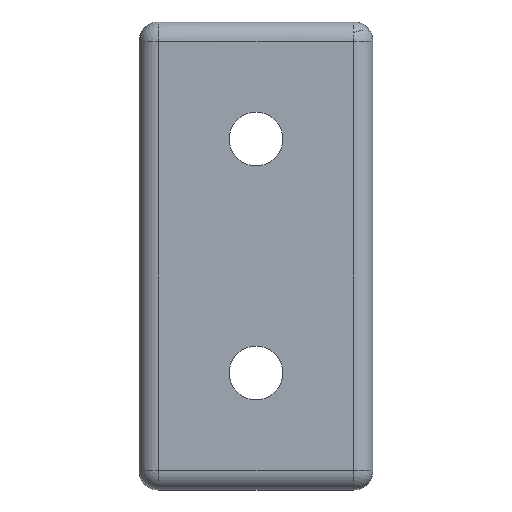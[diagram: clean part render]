
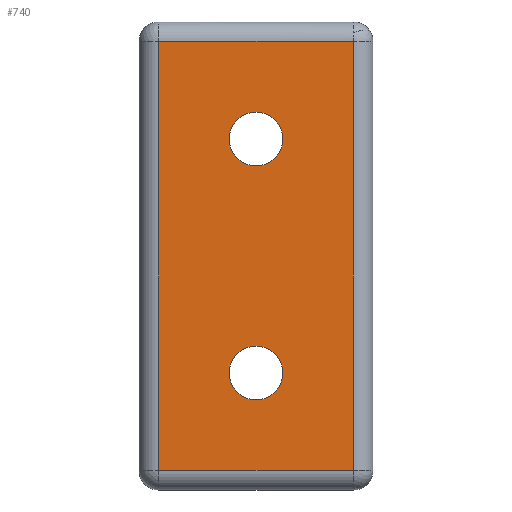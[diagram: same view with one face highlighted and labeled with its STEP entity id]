
A CAD part, top view. The second image highlights one B-rep face of the part: STEP entity #740.
In plain terms, the highlighted planar face has unit normal (0, 0, 1).
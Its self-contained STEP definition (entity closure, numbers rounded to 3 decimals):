
#130=CARTESIAN_POINT('',(-0.922,0.75,0.188));
#131=VERTEX_POINT('',#130);
#140=CARTESIAN_POINT('',(-0.578,0.75,0.188));
#141=VERTEX_POINT('',#140);
#142=CARTESIAN_POINT('',(-0.75,0.75,0.188));
#143=DIRECTION('',(0.0,0.0,-1.0));
#144=DIRECTION('',(-1.0,0.0,0.0));
#145=AXIS2_PLACEMENT_3D('',#142,#143,#144);
#146=CIRCLE('',#145,0.172);
#147=EDGE_CURVE('',#141,#131,#146,.T.);
#172=CARTESIAN_POINT('',(-0.922,-0.75,0.188));
#173=VERTEX_POINT('',#172);
#182=CARTESIAN_POINT('',(-0.578,-0.75,0.188));
#183=VERTEX_POINT('',#182);
#184=CARTESIAN_POINT('',(-0.75,-0.75,0.188));
#185=DIRECTION('',(0.0,0.0,-1.0));
#186=DIRECTION('',(-1.0,0.0,0.0));
#187=AXIS2_PLACEMENT_3D('',#184,#185,#186);
#188=CIRCLE('',#187,0.172);
#189=EDGE_CURVE('',#183,#173,#188,.T.);
#373=CARTESIAN_POINT('',(-0.125,1.375,0.188));
#374=VERTEX_POINT('',#373);
#418=CARTESIAN_POINT('',(-1.375,1.375,0.188));
#419=VERTEX_POINT('',#418);
#444=CARTESIAN_POINT('',(-0.125,-1.375,0.188));
#445=VERTEX_POINT('',#444);
#477=CARTESIAN_POINT('',(-1.375,-1.375,0.188));
#478=VERTEX_POINT('',#477);
#542=CARTESIAN_POINT('',(-0.125,-1.375,0.188));
#543=DIRECTION('',(-1.0,0.0,0.0));
#544=VECTOR('',#543,1.25);
#545=LINE('',#542,#544);
#546=EDGE_CURVE('',#445,#478,#545,.T.);
#564=CARTESIAN_POINT('',(-1.375,-1.375,0.188));
#565=DIRECTION('',(0.0,1.0,0.0));
#566=VECTOR('',#565,2.75);
#567=LINE('',#564,#566);
#568=EDGE_CURVE('',#478,#419,#567,.T.);
#608=CARTESIAN_POINT('',(-0.125,1.375,0.188));
#609=DIRECTION('',(0.0,-1.0,0.0));
#610=VECTOR('',#609,2.75);
#611=LINE('',#608,#610);
#612=EDGE_CURVE('',#374,#445,#611,.T.);
#653=CARTESIAN_POINT('',(-1.375,1.375,0.188));
#654=DIRECTION('',(1.0,0.0,0.0));
#655=VECTOR('',#654,1.25);
#656=LINE('',#653,#655);
#657=EDGE_CURVE('',#419,#374,#656,.T.);
#709=CARTESIAN_POINT('',(-1.5,1.5,0.188));
#710=DIRECTION('',(0.0,0.0,1.0));
#711=DIRECTION('',(0.0,1.0,0.0));
#712=AXIS2_PLACEMENT_3D('',#709,#710,#711);
#713=PLANE('',#712);
#714=ORIENTED_EDGE('',*,*,#546,.F.);
#715=ORIENTED_EDGE('',*,*,#612,.F.);
#716=ORIENTED_EDGE('',*,*,#657,.F.);
#717=ORIENTED_EDGE('',*,*,#568,.F.);
#718=EDGE_LOOP('',(#714,#715,#716,#717));
#719=FACE_OUTER_BOUND('',#718,.T.);
#720=CARTESIAN_POINT('',(-0.75,0.75,0.188));
#721=DIRECTION('',(0.0,0.0,-1.0));
#722=DIRECTION('',(-1.0,0.0,0.0));
#723=AXIS2_PLACEMENT_3D('',#720,#721,#722);
#724=CIRCLE('',#723,0.172);
#725=EDGE_CURVE('',#131,#141,#724,.T.);
#726=ORIENTED_EDGE('',*,*,#725,.T.);
#727=ORIENTED_EDGE('',*,*,#147,.T.);
#728=EDGE_LOOP('',(#726,#727));
#729=FACE_BOUND('',#728,.T.);
#730=CARTESIAN_POINT('',(-0.75,-0.75,0.188));
#731=DIRECTION('',(0.0,0.0,-1.0));
#732=DIRECTION('',(-1.0,0.0,0.0));
#733=AXIS2_PLACEMENT_3D('',#730,#731,#732);
#734=CIRCLE('',#733,0.172);
#735=EDGE_CURVE('',#173,#183,#734,.T.);
#736=ORIENTED_EDGE('',*,*,#735,.T.);
#737=ORIENTED_EDGE('',*,*,#189,.T.);
#738=EDGE_LOOP('',(#736,#737));
#739=FACE_BOUND('',#738,.T.);
#740=ADVANCED_FACE('',(#719,#729,#739),#713,.T.);
